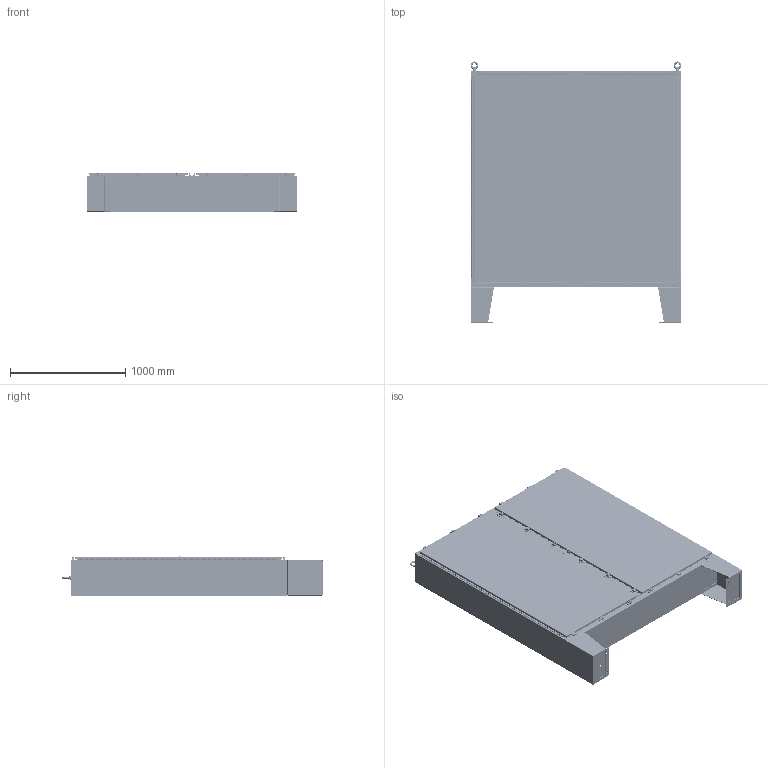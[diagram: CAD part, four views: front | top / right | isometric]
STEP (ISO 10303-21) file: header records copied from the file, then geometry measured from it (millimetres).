
FILE_DESCRIPTION (( 'STEP AP214' ), '1' );
FILE_NAME ('SSN4D747212.STEP', '2016-02-08T20:43:12', ( '' ), ( '' ), 'SwSTEP 2.0', 'SolidWorks 2014', '' );
FILE_SCHEMA (( 'AUTOMOTIVE_DESIGN' ));
Length unit declared in the file: inch
Products named in the file (39): SSN4D7212TOP_1; 38627_1; SSN4D7472FB_1; 38714_1; SSN4D7472RDR_1; SSN4D74VDS_1; SSN4D747212; SSN4D74MLR_1; SSN4D72HDS_1; 37218_1; 328131-68_1_1; 31666_1; 328131-68_2; 3033_1; 328131P-68_1; 3032_1; 328131L-68_1; SSFK1212_1; 328131T-68_1; SSFK12B_1; 38412_1; SSFK1212LG_1; 32912_1; 38846_1; 30818_1; SSN4D7412LRS_1; 30824_1; HFW3026_1; 30824-4_1; 316298_1; 30824-3_1; 349131_1; 30824-2_1; 30626_1; 30824-1_1; 38859_1; SSN4D7472LDR_1; SSN4D7212BTM_1; 38626_1
Assembly tree (121 placements, depth 3):
  SSN4D747212
    SSN4D7472FB_1
    SSN4D7212TOP_1
    SSN4D7212BTM_1
    38859_1  x8
    30626_1  x2
    349131_1  x2
    316298_1  x2
    HFW3026_1  x2
    SSN4D7412LRS_1  x2
    38846_1  x4
    SSFK1212_1  x2
      SSFK1212LG_1
      SSFK12B_1
    3032_1  x2
    3033_1  x2
    31666_1  x2
    37218_1  x8
    SSN4D74MLR_1
    SSN4D7472RDR_1
    38714_1  x2
    38627_1
    38626_1  x2
    SSN4D7472LDR_1
    30824_1  x24
      30824-1_1
      30824-2_1
      30824-3_1
      30824-4_1
    30818_1  x24
    32912_1  x2
    38412_1  x2
    328131-68_2
      328131T-68_1
      328131L-68_1
      328131P-68_1
    328131-68_1_1
      328131T-68_1
      328131L-68_1
      328131P-68_1
    SSN4D72HDS_1  x4
    SSN4D74VDS_1  x2
Bounding box: 1831.97 x 2266.89 x 339.22 mm (x, y, z)
Volume: 27266709.3 mm3; surface area: 22750359.4 mm2
Topology: 185 solids, 187 shells, 6996 faces, 18304 edges, 11556 vertices
Faces by surface type: plane 2802, cylinder 2798, bspline 564, torus 360, cone 328, sphere 144
Entity records: 60470 total; most frequent: CARTESIAN_POINT 12659, DIRECTION 7943, ORIENTED_EDGE 7622, EDGE_CURVE 3879, AXIS2_PLACEMENT_3D 2707, VECTOR 2529, LINE 2529, VERTEX_POINT 2453
